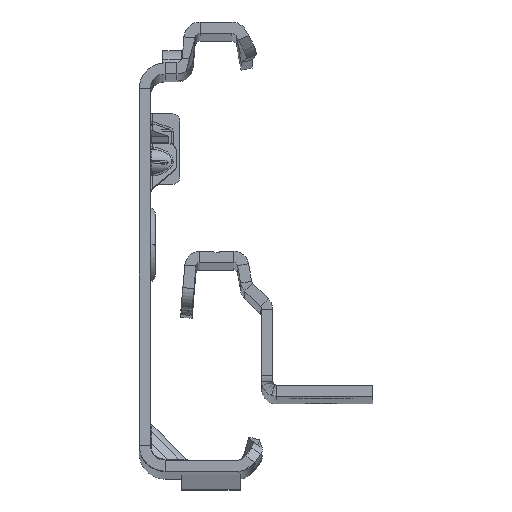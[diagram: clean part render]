
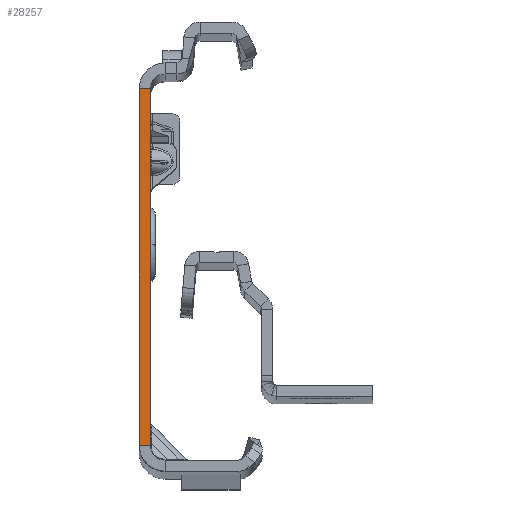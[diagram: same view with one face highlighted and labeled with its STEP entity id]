
A CAD part, top view. The second image highlights one B-rep face of the part: STEP entity #28257.
In plain terms, the highlighted planar face has unit normal (0, 0, 1).
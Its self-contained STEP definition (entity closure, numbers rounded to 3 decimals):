
#3591 = ORIENTED_EDGE ( 'NONE', *, *, #46902, .T. ) ;
#4473 = EDGE_CURVE ( 'NONE', #39521, #42133, #29831, .T. ) ;
#5225 = EDGE_CURVE ( 'NONE', #13874, #39521, #39814, .T. ) ;
#5603 = PLANE ( 'NONE',  #41101 ) ;
#6998 = VECTOR ( 'NONE', #18890, 1000. ) ;
#8836 = DIRECTION ( 'NONE',  ( 1., 0., 0. ) ) ;
#9160 = DIRECTION ( 'NONE',  ( -1., 0., 0. ) ) ;
#9913 = EDGE_CURVE ( 'NONE', #13874, #50081, #11027, .T. ) ;
#10806 = VECTOR ( 'NONE', #32595, 1000. ) ;
#11027 = LINE ( 'NONE', #44398, #11886 ) ;
#11554 = DIRECTION ( 'NONE',  ( -1., 0., 0. ) ) ;
#11886 = VECTOR ( 'NONE', #11554, 1000. ) ;
#12982 = CARTESIAN_POINT ( 'NONE',  ( -1.5, -27.865, 0. ) ) ;
#13874 = VERTEX_POINT ( 'NONE', #31527 ) ;
#14144 = EDGE_LOOP ( 'NONE', ( #53182, #52186, #3591, #51019 ) ) ;
#18890 = DIRECTION ( 'NONE',  ( 0., -1., 0. ) ) ;
#20587 = CARTESIAN_POINT ( 'NONE',  ( 0., -25.865, 0. ) ) ;
#24654 = LINE ( 'NONE', #12982, #10806 ) ;
#25675 = CARTESIAN_POINT ( 'NONE',  ( -1.5, -27.865, 0. ) ) ;
#27836 = CARTESIAN_POINT ( 'NONE',  ( 0., -27.865, 0. ) ) ;
#28257 = ADVANCED_FACE ( 'NONE', ( #45763 ), #5603, .T. ) ;
#29831 = LINE ( 'NONE', #20587, #31826 ) ;
#31527 = CARTESIAN_POINT ( 'NONE',  ( 0., 22.135, 0. ) ) ;
#31528 = CARTESIAN_POINT ( 'NONE',  ( -1.5, -25.865, 0. ) ) ;
#31826 = VECTOR ( 'NONE', #9160, 1000. ) ;
#32595 = DIRECTION ( 'NONE',  ( 0., -1., 0. ) ) ;
#33182 = CARTESIAN_POINT ( 'NONE',  ( 0., -25.865, 0. ) ) ;
#34417 = DIRECTION ( 'NONE',  ( 0., 0., 1. ) ) ;
#37071 = CARTESIAN_POINT ( 'NONE',  ( -1.5, 22.135, 0. ) ) ;
#39521 = VERTEX_POINT ( 'NONE', #33182 ) ;
#39814 = LINE ( 'NONE', #27836, #6998 ) ;
#41101 = AXIS2_PLACEMENT_3D ( 'NONE', #25675, #34417, #8836 ) ;
#42133 = VERTEX_POINT ( 'NONE', #31528 ) ;
#44398 = CARTESIAN_POINT ( 'NONE',  ( 0., 22.135, 0. ) ) ;
#45763 = FACE_OUTER_BOUND ( 'NONE', #14144, .T. ) ;
#46902 = EDGE_CURVE ( 'NONE', #50081, #42133, #24654, .T. ) ;
#50081 = VERTEX_POINT ( 'NONE', #37071 ) ;
#51019 = ORIENTED_EDGE ( 'NONE', *, *, #4473, .F. ) ;
#52186 = ORIENTED_EDGE ( 'NONE', *, *, #9913, .T. ) ;
#53182 = ORIENTED_EDGE ( 'NONE', *, *, #5225, .F. ) ;
